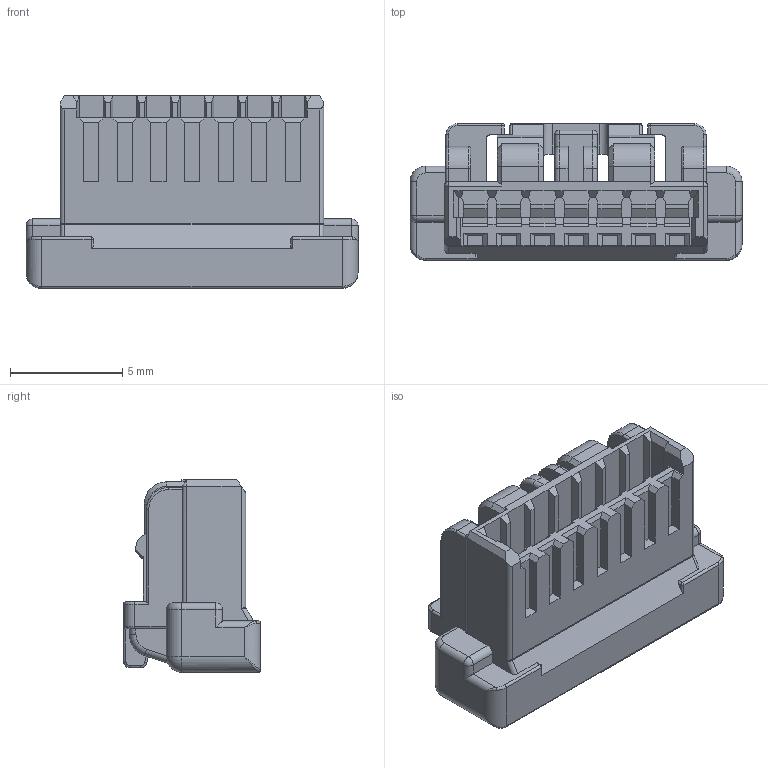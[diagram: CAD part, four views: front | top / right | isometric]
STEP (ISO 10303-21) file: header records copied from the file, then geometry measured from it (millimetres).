
FILE_DESCRIPTION(('STEP AP242'),'1');
FILE_NAME('5025780700.stp','2023-02-05T14:55:07',('TraceParts'),('TraceParts S.A.'),'Spatial InterOp 3D',' ',' ');
FILE_SCHEMA(('AP242_MANAGED_MODEL_BASED_3D_ENGINEERING_MIM_LF {1 0 10303 442 1 1 4}'));
Length unit declared in the file: millimetre
Products named in the file (1): 5025780700
Bounding box: 14.8 x 6.1 x 8.6 mm (x, y, z)
Volume: 315.1 mm3; surface area: 790.7 mm2
Topology: 1 solids, 1 shells, 618 faces, 1591 edges, 974 vertices
Faces by surface type: plane 443, cylinder 119, torus 24, sphere 18, bspline 8, cone 6
Entity records: 18773 total; most frequent: CARTESIAN_POINT 3833, ORIENTED_EDGE 3174, DIRECTION 2972, EDGE_CURVE 1587, LINE 1322, VECTOR 1322, VERTEX_POINT 974, AXIS2_PLACEMENT_3D 825
